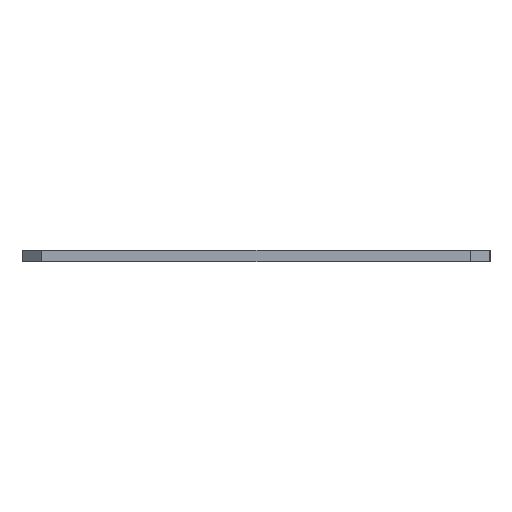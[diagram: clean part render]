
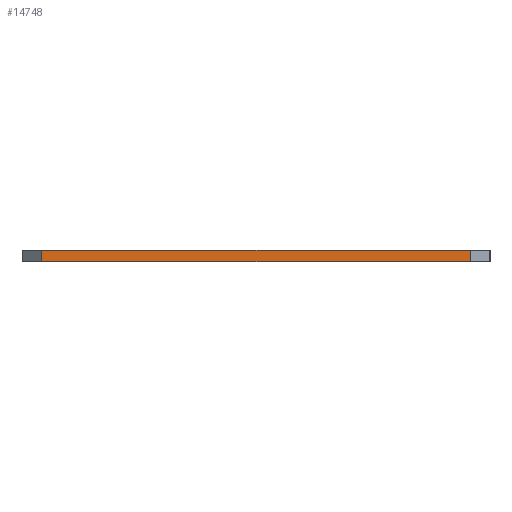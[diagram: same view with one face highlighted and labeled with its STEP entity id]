
A CAD part, left-side view. The second image highlights one B-rep face of the part: STEP entity #14748.
In plain terms, the highlighted planar face has unit normal (-1, 0, 0).
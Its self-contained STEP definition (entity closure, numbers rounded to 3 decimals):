
#83 = PLANE('',#84);
#84 = AXIS2_PLACEMENT_3D('',#85,#86,#87);
#85 = CARTESIAN_POINT('',(139.,-96.,3.));
#86 = DIRECTION('',(-0.,-0.,-1.));
#87 = DIRECTION('',(-1.,0.,0.));
#137 = PLANE('',#138);
#138 = AXIS2_PLACEMENT_3D('',#139,#140,#141);
#139 = CARTESIAN_POINT('',(139.,-96.,0.));
#140 = DIRECTION('',(-0.,-0.,-1.));
#141 = DIRECTION('',(-1.,0.,0.));
#170 = PLANE('',#171);
#171 = AXIS2_PLACEMENT_3D('',#172,#173,#174);
#172 = CARTESIAN_POINT('',(-161.,-41.,0.));
#173 = DIRECTION('',(-0.707,0.707,0.));
#174 = DIRECTION('',(0.707,0.707,0.));
#358 = VERTEX_POINT('',#359);
#359 = CARTESIAN_POINT('',(-161.,-151.,0.));
#373 = PLANE('',#374);
#374 = AXIS2_PLACEMENT_3D('',#375,#376,#377);
#375 = CARTESIAN_POINT('',(-156.,-156.,0.));
#376 = DIRECTION('',(-0.707,-0.707,0.));
#377 = DIRECTION('',(-0.707,0.707,0.));
#385 = EDGE_CURVE('',#358,#386,#388,.T.);
#386 = VERTEX_POINT('',#387);
#387 = CARTESIAN_POINT('',(-161.,-41.,0.));
#388 = SURFACE_CURVE('',#389,(#393,#400),.PCURVE_S1.);
#389 = LINE('',#390,#391);
#390 = CARTESIAN_POINT('',(-161.,-151.,0.));
#391 = VECTOR('',#392,1.);
#392 = DIRECTION('',(0.,1.,0.));
#393 = PCURVE('',#137,#394);
#394 = DEFINITIONAL_REPRESENTATION('',(#395),#399);
#395 = LINE('',#396,#397);
#396 = CARTESIAN_POINT('',(300.,-55.));
#397 = VECTOR('',#398,1.);
#398 = DIRECTION('',(0.,1.));
#399 = ( GEOMETRIC_REPRESENTATION_CONTEXT(2) 
PARAMETRIC_REPRESENTATION_CONTEXT() REPRESENTATION_CONTEXT('2D SPACE',''
  ) );
#400 = PCURVE('',#401,#406);
#401 = PLANE('',#402);
#402 = AXIS2_PLACEMENT_3D('',#403,#404,#405);
#403 = CARTESIAN_POINT('',(-161.,-151.,0.));
#404 = DIRECTION('',(-1.,0.,0.));
#405 = DIRECTION('',(0.,1.,0.));
#406 = DEFINITIONAL_REPRESENTATION('',(#407),#411);
#407 = LINE('',#408,#409);
#408 = CARTESIAN_POINT('',(0.,0.));
#409 = VECTOR('',#410,1.);
#410 = DIRECTION('',(1.,0.));
#411 = ( GEOMETRIC_REPRESENTATION_CONTEXT(2) 
PARAMETRIC_REPRESENTATION_CONTEXT() REPRESENTATION_CONTEXT('2D SPACE',''
  ) );
#8110 = VERTEX_POINT('',#8111);
#8111 = CARTESIAN_POINT('',(-161.,-151.,3.));
#8132 = EDGE_CURVE('',#8110,#8133,#8135,.T.);
#8133 = VERTEX_POINT('',#8134);
#8134 = CARTESIAN_POINT('',(-161.,-41.,3.));
#8135 = SURFACE_CURVE('',#8136,(#8140,#8147),.PCURVE_S1.);
#8136 = LINE('',#8137,#8138);
#8137 = CARTESIAN_POINT('',(-161.,-151.,3.));
#8138 = VECTOR('',#8139,1.);
#8139 = DIRECTION('',(0.,1.,0.));
#8140 = PCURVE('',#83,#8141);
#8141 = DEFINITIONAL_REPRESENTATION('',(#8142),#8146);
#8142 = LINE('',#8143,#8144);
#8143 = CARTESIAN_POINT('',(300.,-55.));
#8144 = VECTOR('',#8145,1.);
#8145 = DIRECTION('',(0.,1.));
#8146 = ( GEOMETRIC_REPRESENTATION_CONTEXT(2) 
PARAMETRIC_REPRESENTATION_CONTEXT() REPRESENTATION_CONTEXT('2D SPACE',''
  ) );
#8147 = PCURVE('',#401,#8148);
#8148 = DEFINITIONAL_REPRESENTATION('',(#8149),#8153);
#8149 = LINE('',#8150,#8151);
#8150 = CARTESIAN_POINT('',(0.,-3.));
#8151 = VECTOR('',#8152,1.);
#8152 = DIRECTION('',(1.,0.));
#8153 = ( GEOMETRIC_REPRESENTATION_CONTEXT(2) 
PARAMETRIC_REPRESENTATION_CONTEXT() REPRESENTATION_CONTEXT('2D SPACE',''
  ) );
#14698 = EDGE_CURVE('',#386,#8133,#14699,.T.);
#14699 = SURFACE_CURVE('',#14700,(#14704,#14711),.PCURVE_S1.);
#14700 = LINE('',#14701,#14702);
#14701 = CARTESIAN_POINT('',(-161.,-41.,0.));
#14702 = VECTOR('',#14703,1.);
#14703 = DIRECTION('',(0.,0.,1.));
#14704 = PCURVE('',#170,#14705);
#14705 = DEFINITIONAL_REPRESENTATION('',(#14706),#14710);
#14706 = LINE('',#14707,#14708);
#14707 = CARTESIAN_POINT('',(0.,0.));
#14708 = VECTOR('',#14709,1.);
#14709 = DIRECTION('',(0.,-1.));
#14710 = ( GEOMETRIC_REPRESENTATION_CONTEXT(2) 
PARAMETRIC_REPRESENTATION_CONTEXT() REPRESENTATION_CONTEXT('2D SPACE',''
  ) );
#14711 = PCURVE('',#401,#14712);
#14712 = DEFINITIONAL_REPRESENTATION('',(#14713),#14717);
#14713 = LINE('',#14714,#14715);
#14714 = CARTESIAN_POINT('',(110.,0.));
#14715 = VECTOR('',#14716,1.);
#14716 = DIRECTION('',(0.,-1.));
#14717 = ( GEOMETRIC_REPRESENTATION_CONTEXT(2) 
PARAMETRIC_REPRESENTATION_CONTEXT() REPRESENTATION_CONTEXT('2D SPACE',''
  ) );
#14748 = ADVANCED_FACE('',(#14749),#401,.T.);
#14749 = FACE_BOUND('',#14750,.T.);
#14750 = EDGE_LOOP('',(#14751,#14772,#14773,#14774));
#14751 = ORIENTED_EDGE('',*,*,#14752,.T.);
#14752 = EDGE_CURVE('',#358,#8110,#14753,.T.);
#14753 = SURFACE_CURVE('',#14754,(#14758,#14765),.PCURVE_S1.);
#14754 = LINE('',#14755,#14756);
#14755 = CARTESIAN_POINT('',(-161.,-151.,0.));
#14756 = VECTOR('',#14757,1.);
#14757 = DIRECTION('',(0.,0.,1.));
#14758 = PCURVE('',#401,#14759);
#14759 = DEFINITIONAL_REPRESENTATION('',(#14760),#14764);
#14760 = LINE('',#14761,#14762);
#14761 = CARTESIAN_POINT('',(0.,0.));
#14762 = VECTOR('',#14763,1.);
#14763 = DIRECTION('',(0.,-1.));
#14764 = ( GEOMETRIC_REPRESENTATION_CONTEXT(2) 
PARAMETRIC_REPRESENTATION_CONTEXT() REPRESENTATION_CONTEXT('2D SPACE',''
  ) );
#14765 = PCURVE('',#373,#14766);
#14766 = DEFINITIONAL_REPRESENTATION('',(#14767),#14771);
#14767 = LINE('',#14768,#14769);
#14768 = CARTESIAN_POINT('',(7.071,0.));
#14769 = VECTOR('',#14770,1.);
#14770 = DIRECTION('',(0.,-1.));
#14771 = ( GEOMETRIC_REPRESENTATION_CONTEXT(2) 
PARAMETRIC_REPRESENTATION_CONTEXT() REPRESENTATION_CONTEXT('2D SPACE',''
  ) );
#14772 = ORIENTED_EDGE('',*,*,#8132,.T.);
#14773 = ORIENTED_EDGE('',*,*,#14698,.F.);
#14774 = ORIENTED_EDGE('',*,*,#385,.F.);
